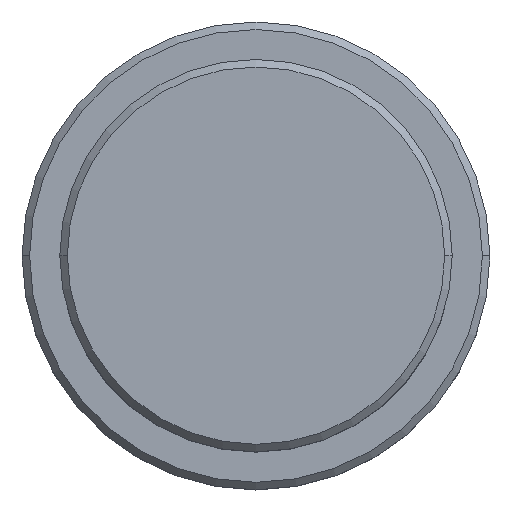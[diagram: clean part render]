
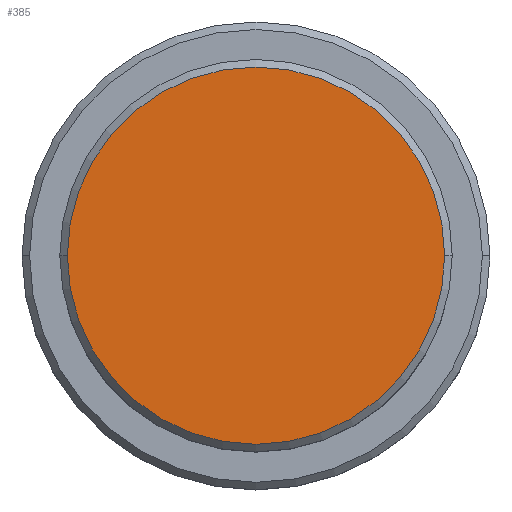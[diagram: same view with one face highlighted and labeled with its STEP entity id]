
A CAD part, top view. The second image highlights one B-rep face of the part: STEP entity #385.
In plain terms, the highlighted planar face has unit normal (0, 0, 1).
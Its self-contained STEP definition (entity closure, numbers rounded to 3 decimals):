
#88 = VERTEX_POINT ( 'NONE', #1353 ) ;
#182 = CARTESIAN_POINT ( 'NONE',  ( 0., 0., 0. ) ) ;
#194 = DIRECTION ( 'NONE',  ( 1., 0., 0. ) ) ;
#247 = CARTESIAN_POINT ( 'NONE',  ( -12.5, 0., 0. ) ) ;
#294 = DIRECTION ( 'NONE',  ( 0., 0., 1. ) ) ;
#385 = ADVANCED_FACE ( 'NONE', ( #1171 ), #630, .T. ) ;
#518 = CIRCLE ( 'NONE', #631, 12.5 ) ;
#540 = CIRCLE ( 'NONE', #1063, 12.5 ) ;
#621 = DIRECTION ( 'NONE',  ( 0., 0., 1. ) ) ;
#630 = PLANE ( 'NONE',  #1146 ) ;
#631 = AXIS2_PLACEMENT_3D ( 'NONE', #182, #621, #942 ) ;
#735 = CARTESIAN_POINT ( 'NONE',  ( 0., 0., 0. ) ) ;
#815 = DIRECTION ( 'NONE',  ( 1., 0., 0. ) ) ;
#942 = DIRECTION ( 'NONE',  ( 1., 0., 0. ) ) ;
#1034 = ORIENTED_EDGE ( 'NONE', *, *, #1065, .T. ) ;
#1063 = AXIS2_PLACEMENT_3D ( 'NONE', #735, #1176, #194 ) ;
#1065 = EDGE_CURVE ( 'NONE', #88, #1377, #540, .T. ) ;
#1146 = AXIS2_PLACEMENT_3D ( 'NONE', #1381, #294, #815 ) ;
#1171 = FACE_OUTER_BOUND ( 'NONE', #1189, .T. ) ;
#1176 = DIRECTION ( 'NONE',  ( 0., 0., 1. ) ) ;
#1189 = EDGE_LOOP ( 'NONE', ( #1241, #1034 ) ) ;
#1208 = EDGE_CURVE ( 'NONE', #1377, #88, #518, .T. ) ;
#1241 = ORIENTED_EDGE ( 'NONE', *, *, #1208, .T. ) ;
#1353 = CARTESIAN_POINT ( 'NONE',  ( 12.5, 0., 0. ) ) ;
#1377 = VERTEX_POINT ( 'NONE', #247 ) ;
#1381 = CARTESIAN_POINT ( 'NONE',  ( 0., 0., 0. ) ) ;
